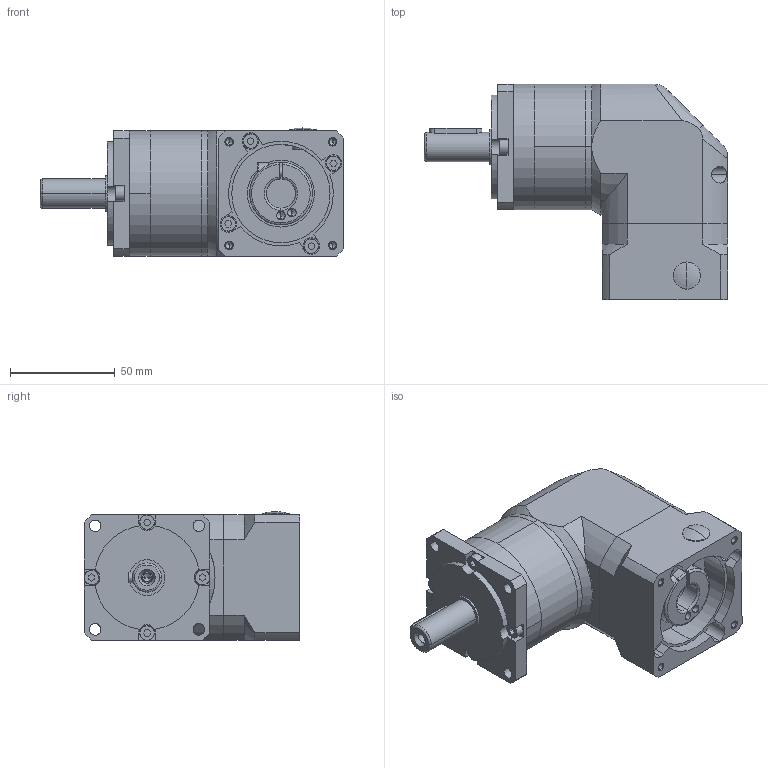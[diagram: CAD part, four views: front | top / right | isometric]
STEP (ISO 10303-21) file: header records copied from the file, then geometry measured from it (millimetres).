
FILE_DESCRIPTION (( 'STEP AP203' ), '1' );
FILE_NAME ('JAFR060-L1-14-50-70-M4-A14.STEP', '2024-04-29T08:32:49', ( '微软用户' ), ( '微软中国' ), 'SwSTEP 2.0', 'SolidWorks 2018', '' );
FILE_SCHEMA (( 'CONFIG_CONTROL_DESIGN' ));
Length unit declared in the file: millimetre
Products named in the file (1): JAFR060-L1-14-50-70-M4-A14
Bounding box: 145 x 103 x 61.5 mm (x, y, z)
Volume: 437240.3 mm3; surface area: 81056.5 mm2
Topology: 22 solids, 22 shells, 517 faces, 1247 edges, 790 vertices
Faces by surface type: plane 239, cylinder 169, torus 48, cone 43, bspline 18
Entity records: 16092 total; most frequent: CARTESIAN_POINT 3860, DIRECTION 2615, ORIENTED_EDGE 2462, EDGE_CURVE 1231, AXIS2_PLACEMENT_3D 989, VERTEX_POINT 790, LINE 637, VECTOR 637
